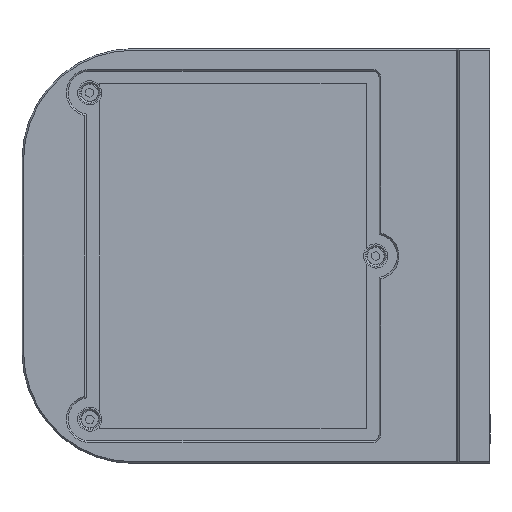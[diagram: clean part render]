
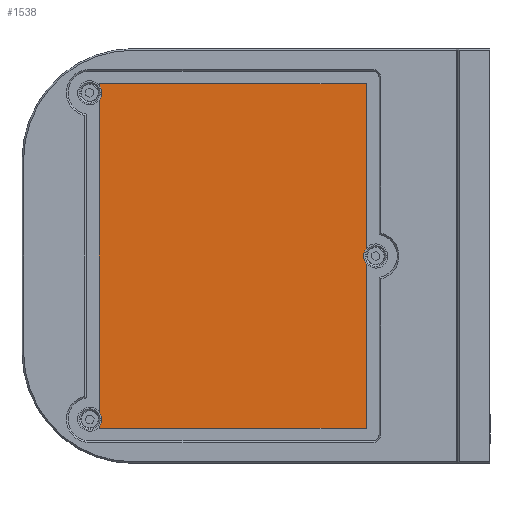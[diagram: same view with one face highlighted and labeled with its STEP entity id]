
A CAD part, left-side view. The second image highlights one B-rep face of the part: STEP entity #1538.
In plain terms, the highlighted planar face has unit normal (-1, 0, 0).
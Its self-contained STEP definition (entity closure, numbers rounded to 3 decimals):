
#1538 = ADVANCED_FACE ( 'NONE', ( #9790 ), #9247, .T. ) ;
#2118 = VERTEX_POINT ( 'NONE', #10573 ) ;
#2121 = VERTEX_POINT ( 'NONE', #10574 ) ;
#2125 = VERTEX_POINT ( 'NONE', #10568 ) ;
#2127 = VERTEX_POINT ( 'NONE', #10580 ) ;
#2477 = EDGE_LOOP ( 'NONE', ( #11200, #11201, #11202, #11203 ) ) ;
#2837 = EDGE_CURVE ( 'NONE', #2127, #2121, #10080, .T. ) ;
#2838 = EDGE_CURVE ( 'NONE', #2121, #2125, #10071, .T. ) ;
#2840 = EDGE_CURVE ( 'NONE', #2125, #2118, #10086, .T. ) ;
#2843 = EDGE_CURVE ( 'NONE', #2118, #2127, #10088, .T. ) ;
#9247 = PLANE ( 'NONE',  #9671 ) ;
#9255 = CARTESIAN_POINT ( 'NONE',  ( 0., 13., 16.5 ) ) ;
#9256 = DIRECTION ( 'NONE',  ( -1., 0., 0. ) ) ;
#9257 = DIRECTION ( 'NONE',  ( 0., 0., 1. ) ) ;
#9671 = AXIS2_PLACEMENT_3D ( 'NONE', #9255, #9256, #9257 ) ;
#9790 = FACE_OUTER_BOUND ( 'NONE', #2477, .T. ) ;
#10071 = LINE ( 'NONE', #11002, #10085 ) ;
#10080 = LINE ( 'NONE', #11006, #10083 ) ;
#10083 = VECTOR ( 'NONE', #11008, 1000. ) ;
#10085 = VECTOR ( 'NONE', #11009, 1000. ) ;
#10086 = LINE ( 'NONE', #11012, #10089 ) ;
#10088 = LINE ( 'NONE', #11010, #10095 ) ;
#10089 = VECTOR ( 'NONE', #11014, 1000. ) ;
#10095 = VECTOR ( 'NONE', #11019, 1000. ) ;
#10568 = CARTESIAN_POINT ( 'NONE',  ( 0., -41.5, 53.5 ) ) ;
#10573 = CARTESIAN_POINT ( 'NONE',  ( 0., -41.5, -53.5 ) ) ;
#10574 = CARTESIAN_POINT ( 'NONE',  ( 0., 41.5, 53.5 ) ) ;
#10580 = CARTESIAN_POINT ( 'NONE',  ( 0., 41.5, -53.5 ) ) ;
#11002 = CARTESIAN_POINT ( 'NONE',  ( 0., 41.5, 53.5 ) ) ;
#11006 = CARTESIAN_POINT ( 'NONE',  ( 0., 41.5, -53.5 ) ) ;
#11008 = DIRECTION ( 'NONE',  ( 0., 0., 1. ) ) ;
#11009 = DIRECTION ( 'NONE',  ( 0., -1., 0. ) ) ;
#11010 = CARTESIAN_POINT ( 'NONE',  ( 0., 41.5, -53.5 ) ) ;
#11012 = CARTESIAN_POINT ( 'NONE',  ( 0., -41.5, -53.5 ) ) ;
#11014 = DIRECTION ( 'NONE',  ( 0., 0., -1. ) ) ;
#11019 = DIRECTION ( 'NONE',  ( 0., 1., 0. ) ) ;
#11200 = ORIENTED_EDGE ( 'NONE', *, *, #2843, .F. ) ;
#11201 = ORIENTED_EDGE ( 'NONE', *, *, #2840, .F. ) ;
#11202 = ORIENTED_EDGE ( 'NONE', *, *, #2838, .F. ) ;
#11203 = ORIENTED_EDGE ( 'NONE', *, *, #2837, .F. ) ;
